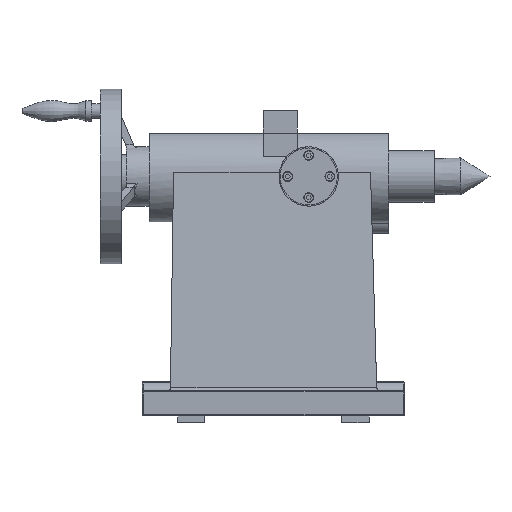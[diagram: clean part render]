
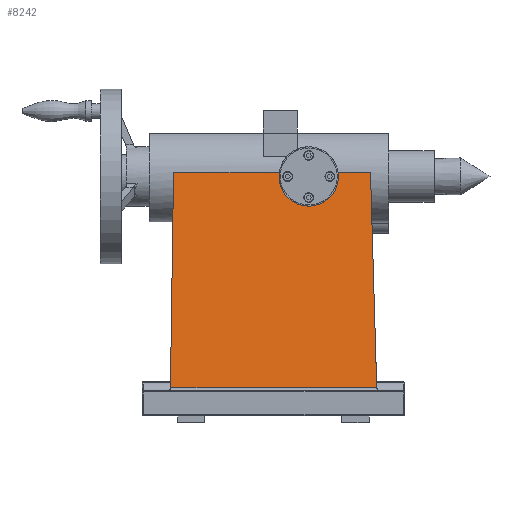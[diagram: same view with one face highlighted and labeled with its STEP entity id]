
A CAD part, front view. The second image highlights one B-rep face of the part: STEP entity #8242.
In plain terms, the highlighted planar face has unit normal (0, -0.995, 0.097).
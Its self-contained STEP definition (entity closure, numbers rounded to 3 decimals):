
#127=ELLIPSE('',#8528,3.014,3.);
#130=ELLIPSE('',#8533,3.014,3.);
#138=ELLIPSE('',#8855,26.122,26.);
#2483=ORIENTED_EDGE('',*,*,#3276,.T.);
#2484=ORIENTED_EDGE('',*,*,#3281,.F.);
#2485=ORIENTED_EDGE('',*,*,#3285,.T.);
#2486=ORIENTED_EDGE('',*,*,#4013,.F.);
#2487=ORIENTED_EDGE('',*,*,#4014,.T.);
#2488=ORIENTED_EDGE('',*,*,#3695,.T.);
#2489=ORIENTED_EDGE('',*,*,#4015,.T.);
#2490=ORIENTED_EDGE('',*,*,#4005,.F.);
#2491=ORIENTED_EDGE('',*,*,#4016,.T.);
#3276=EDGE_CURVE('',#4357,#4358,#127,.T.);
#3281=EDGE_CURVE('',#4362,#4358,#5090,.F.);
#3285=EDGE_CURVE('',#4362,#4364,#130,.T.);
#3695=EDGE_CURVE('',#4637,#4638,#138,.T.);
#4005=EDGE_CURVE('',#4853,#4854,#5508,.T.);
#4013=EDGE_CURVE('',#4858,#4364,#5515,.T.);
#4014=EDGE_CURVE('',#4858,#4637,#5516,.T.);
#4015=EDGE_CURVE('',#4638,#4854,#5517,.T.);
#4016=EDGE_CURVE('',#4853,#4357,#5518,.T.);
#4357=VERTEX_POINT('',#12060);
#4358=VERTEX_POINT('',#12061);
#4362=VERTEX_POINT('',#12076);
#4364=VERTEX_POINT('',#12082);
#4637=VERTEX_POINT('',#13091);
#4638=VERTEX_POINT('',#13092);
#4853=VERTEX_POINT('',#14592);
#4854=VERTEX_POINT('',#14593);
#4858=VERTEX_POINT('',#14612);
#5090=LINE('',#12075,#5767);
#5508=LINE('',#14591,#6185);
#5515=LINE('',#14611,#6192);
#5516=LINE('',#14613,#6193);
#5517=LINE('',#14614,#6194);
#5518=LINE('',#14615,#6195);
#5767=VECTOR('',#9663,1000.);
#6185=VECTOR('',#11131,1000.);
#6192=VECTOR('',#11154,1000.);
#6193=VECTOR('',#11155,1000.);
#6194=VECTOR('',#11156,1000.);
#6195=VECTOR('',#11157,1000.);
#6811=EDGE_LOOP('',(#2483,#2484,#2485,#2486,#2487,#2488,#2489,#2490,#2491));
#7451=FACE_BOUND('',#6811,.T.);
#7772=PLANE('',#9063);
#8242=ADVANCED_FACE('',(#7451),#7772,.F.);
#8528=AXIS2_PLACEMENT_3D('',#12059,#9655,#9656);
#8533=AXIS2_PLACEMENT_3D('',#12084,#9670,#9671);
#8855=AXIS2_PLACEMENT_3D('',#13090,#10575,#10576);
#9063=AXIS2_PLACEMENT_3D('',#14610,#11152,#11153);
#9655=DIRECTION('',(0.,0.995,-0.097));
#9656=DIRECTION('',(0.,-0.097,-0.995));
#9663=DIRECTION('',(1.,0.,0.));
#9670=DIRECTION('',(0.,0.995,-0.097));
#9671=DIRECTION('',(0.,0.097,0.995));
#10575=DIRECTION('',(0.,0.995,-0.097));
#10576=DIRECTION('',(0.,0.097,0.995));
#11131=DIRECTION('',(0.014,0.097,0.995));
#11152=DIRECTION('',(0.,0.995,-0.097));
#11153=DIRECTION('',(0.,0.097,0.995));
#11154=DIRECTION('',(0.029,-0.097,-0.995));
#11155=DIRECTION('',(-1.,0.,0.));
#11156=DIRECTION('',(-1.,0.,0.));
#11157=DIRECTION('',(0.,-0.097,-0.995));
#12059=CARTESIAN_POINT('',(22.116,-58.134,25.));
#12060=CARTESIAN_POINT('',(25.116,-58.134,25.));
#12061=CARTESIAN_POINT('',(25.102,-58.162,24.71));
#12075=CARTESIAN_POINT('',(216.,-58.162,24.71));
#12076=CARTESIAN_POINT('',(205.653,-58.162,24.71));
#12082=CARTESIAN_POINT('',(205.64,-58.143,24.913));
#12084=CARTESIAN_POINT('',(208.639,-58.134,25.));
#13090=CARTESIAN_POINT('',(146.,-40.188,210.));
#13091=CARTESIAN_POINT('',(171.712,-39.813,213.862));
#13092=CARTESIAN_POINT('',(120.288,-39.813,213.862));
#14591=CARTESIAN_POINT('',(25.04,-55.734,49.742));
#14592=CARTESIAN_POINT('',(25.116,-55.224,55.));
#14593=CARTESIAN_POINT('',(27.418,-39.813,213.862));
#14610=CARTESIAN_POINT('',(216.,-56.,47.));
#14611=CARTESIAN_POINT('',(205.009,-56.031,46.684));
#14612=CARTESIAN_POINT('',(200.163,-39.813,213.862));
#14613=CARTESIAN_POINT('',(216.,-39.813,213.862));
#14614=CARTESIAN_POINT('',(216.,-39.813,213.862));
#14615=CARTESIAN_POINT('',(25.116,-56.,47.));
